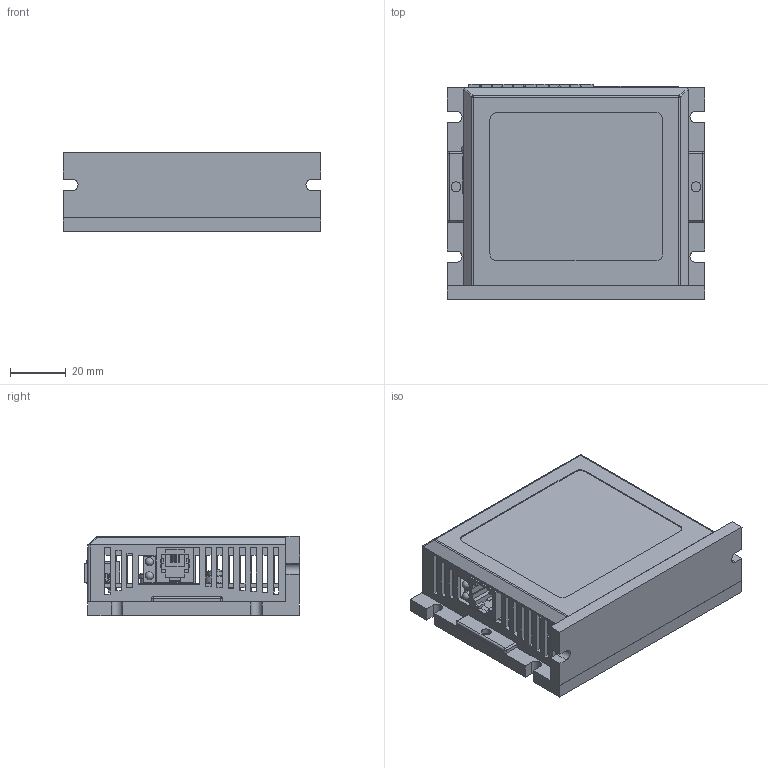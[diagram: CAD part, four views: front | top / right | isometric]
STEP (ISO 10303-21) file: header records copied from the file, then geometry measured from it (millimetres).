
FILE_DESCRIPTION((''),'2;1');
FILE_NAME('MSST-10-S_ASM','2024-01-11T15:06:05',('ms990084'),(''),'CREO PARAMETRIC BY PTC INC, 2018100','CREO PARAMETRIC BY PTC INC, 2018100','');
FILE_SCHEMA(('CONFIG_CONTROL_DESIGN'));
Products named in the file (21): BOARD; 980870192; D9_ASM; C-5555165-2-E-3D1; J4_ASM; EMC_1_5-4-G-3_81_6PIN_1; EMC_1_5-4-G-3_81_6PIN_2; EMC_1_5-4-G-3_81_6PIN_ASM; J3_ASM; EMC_1_5-4-G-3_81_5PIN; J2_ASM; 2EDGR-THT-5_08-06P; J1_ASM; M3X8; 00; CYLINDER-175317; 5930705600_ASM; FREE-MODELS_ASM; PCB_ASM; MSST5_10-S_3D; MSST-10-S_ASM
Assembly tree (23 placements, depth 5):
  MSST-10-S_ASM
    PCB_ASM
      BOARD
      D9_ASM
        980870192
      J4_ASM
        C-5555165-2-E-3D1
      J3_ASM
        EMC_1_5-4-G-3_81_6PIN_ASM
          EMC_1_5-4-G-3_81_6PIN_1
          EMC_1_5-4-G-3_81_6PIN_2
      J2_ASM
        EMC_1_5-4-G-3_81_5PIN
      J1_ASM
        2EDGR-THT-5_08-06P
      FREE-MODELS_ASM
        M3X8  x3
        00  x2
        5930705600_ASM
          CYLINDER-175317
    MSST5_10-S_3D
Bounding box: 92.71 x 77.5 x 28.57 mm (x, y, z)
Volume: 75837 mm3; surface area: 61303.2 mm2
Topology: 14 solids, 14 shells, 2314 faces, 6268 edges, 4073 vertices
Faces by surface type: plane 1588, cylinder 655, sphere 34, cone 21, torus 16
Entity records: 71876 total; most frequent: CARTESIAN_POINT 13953, ORIENTED_EDGE 12140, DIRECTION 11602, EDGE_CURVE 6070, VECTOR 4404, LINE 4404, VERTEX_POINT 3969, AXIS2_PLACEMENT_3D 3599
